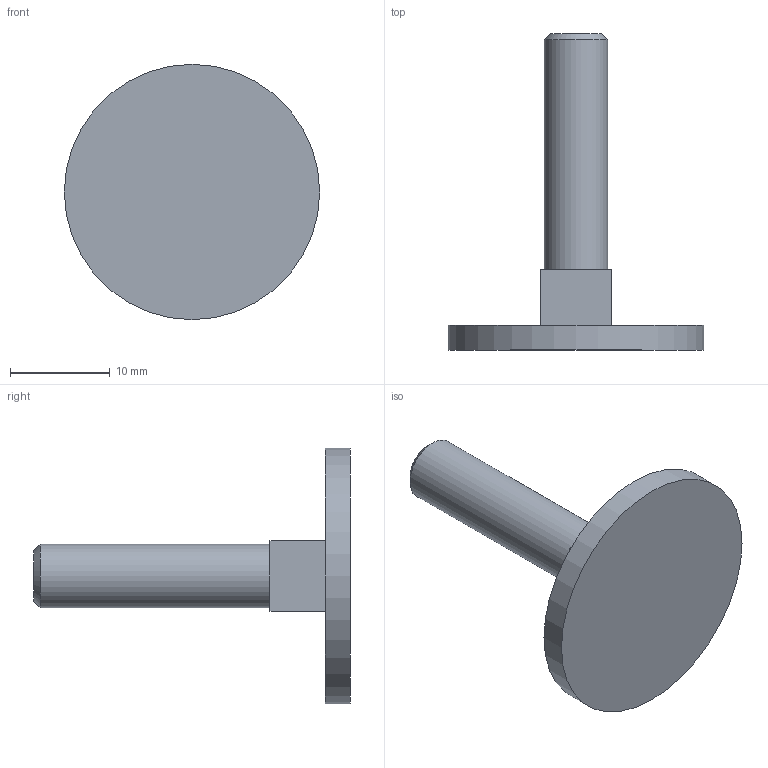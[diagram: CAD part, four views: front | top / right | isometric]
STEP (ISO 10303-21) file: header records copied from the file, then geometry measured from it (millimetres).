
FILE_DESCRIPTION(/* description */ (''),/* implementation_level */ '2;1');
FILE_NAME(/* name */ 'elevator screw 1.25in.ipt.stp',/* time_stamp */ '2014-12-18T16:47:48-08:00',/* author */ ('Autodesk Inc.'),/* organization */ ('Autodesk Inc.'),/* preprocessor_version */ 'ST-DEVELOPER v15.6',/* originating_system */ 'Autodesk Inventor 2015',/* authorisation */ '');
FILE_SCHEMA (('AUTOMOTIVE_DESIGN { 1 0 10303 214 3 1 1 }'));
Length unit declared in the file: inch
Products named in the file (1): elevator screw 1.25in
Bounding box: 25.6 x 31.75 x 25.6 mm (x, y, z)
Volume: 2309.7 mm3; surface area: 1853 mm2
Topology: 1 solids, 1 shells, 11 faces, 20 edges, 13 vertices
Faces by surface type: plane 8, cylinder 2, cone 1
Full cylindrical faces by diameter (mm): 6.35 x1, 25.603 x1
Entity records: 289 total; most frequent: DIRECTION 46, CARTESIAN_POINT 42, ORIENTED_EDGE 34, EDGE_CURVE 17, AXIS2_PLACEMENT_3D 17, EDGE_LOOP 16, VERTEX_POINT 13, LINE 12
